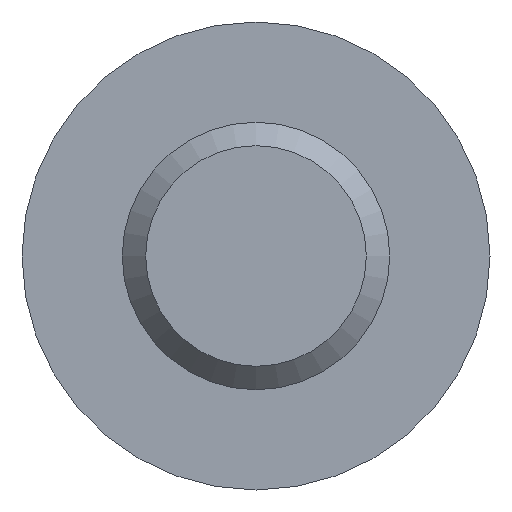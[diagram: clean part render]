
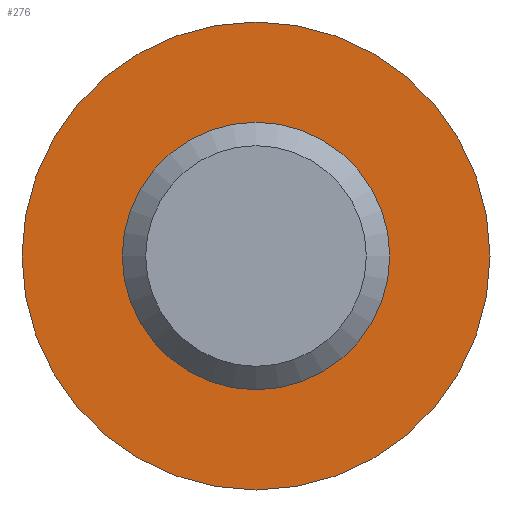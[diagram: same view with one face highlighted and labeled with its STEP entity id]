
A CAD part, front view. The second image highlights one B-rep face of the part: STEP entity #276.
In plain terms, the highlighted planar face has unit normal (0, -1, 0).
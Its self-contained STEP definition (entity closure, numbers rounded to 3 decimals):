
#29 = CIRCLE ( 'NONE', #393, 2. ) ;
#107 = AXIS2_PLACEMENT_3D ( 'NONE', #166, #382, #338 ) ;
#121 = FACE_OUTER_BOUND ( 'NONE', #262, .T. ) ;
#137 = CARTESIAN_POINT ( 'NONE',  ( 0., 25., 0. ) ) ;
#145 = CARTESIAN_POINT ( 'NONE',  ( 0., 25., -3.5 ) ) ;
#166 = CARTESIAN_POINT ( 'NONE',  ( -2., 25., 0. ) ) ;
#182 = ORIENTED_EDGE ( 'NONE', *, *, #407, .F. ) ;
#202 = VERTEX_POINT ( 'NONE', #145 ) ;
#262 = EDGE_LOOP ( 'NONE', ( #509 ) ) ;
#265 = CIRCLE ( 'NONE', #531, 3.5 ) ;
#272 = DIRECTION ( 'NONE',  ( 0., -1., 0. ) ) ;
#276 = ADVANCED_FACE ( 'NONE', ( #342, #121 ), #428, .F. ) ;
#321 = VERTEX_POINT ( 'NONE', #486 ) ;
#338 = DIRECTION ( 'NONE',  ( 0., 0., 1. ) ) ;
#342 = FACE_BOUND ( 'NONE', #539, .T. ) ;
#344 = DIRECTION ( 'NONE',  ( 0., 0., -1. ) ) ;
#377 = EDGE_CURVE ( 'NONE', #202, #202, #265, .T. ) ;
#382 = DIRECTION ( 'NONE',  ( 0., 1., 0. ) ) ;
#393 = AXIS2_PLACEMENT_3D ( 'NONE', #137, #272, #511 ) ;
#407 = EDGE_CURVE ( 'NONE', #321, #321, #29, .T. ) ;
#426 = CARTESIAN_POINT ( 'NONE',  ( 0., 25., 0. ) ) ;
#428 = PLANE ( 'NONE',  #107 ) ;
#486 = CARTESIAN_POINT ( 'NONE',  ( 0., 25., -2. ) ) ;
#504 = DIRECTION ( 'NONE',  ( 0., -1., 0. ) ) ;
#509 = ORIENTED_EDGE ( 'NONE', *, *, #377, .T. ) ;
#511 = DIRECTION ( 'NONE',  ( 0., 0., -1. ) ) ;
#531 = AXIS2_PLACEMENT_3D ( 'NONE', #426, #504, #344 ) ;
#539 = EDGE_LOOP ( 'NONE', ( #182 ) ) ;
